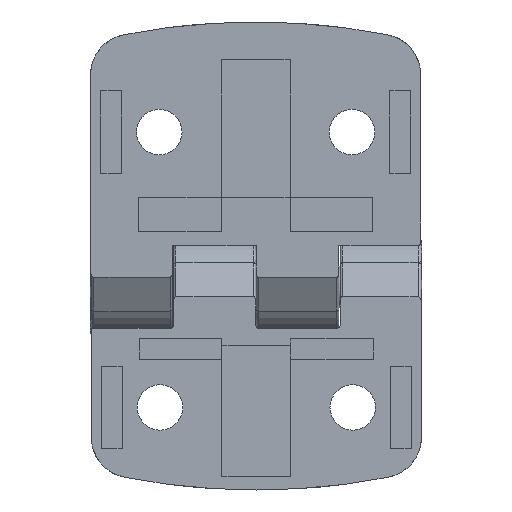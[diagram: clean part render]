
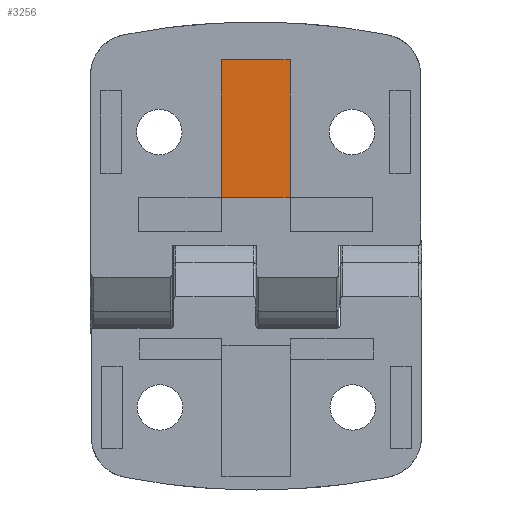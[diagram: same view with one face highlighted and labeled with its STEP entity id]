
A CAD part, front view. The second image highlights one B-rep face of the part: STEP entity #3256.
In plain terms, the highlighted planar face has unit normal (0, -1, 0).
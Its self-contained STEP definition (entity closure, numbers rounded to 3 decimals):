
#318 = LINE ( 'NONE', #8768, #7547 ) ;
#368 = ORIENTED_EDGE ( 'NONE', *, *, #11551, .T. ) ;
#609 = CARTESIAN_POINT ( 'NONE',  ( 5., 1.5, -13.01 ) ) ;
#710 = ORIENTED_EDGE ( 'NONE', *, *, #13500, .T. ) ;
#996 = DIRECTION ( 'NONE',  ( 0., 0., -1. ) ) ;
#1021 = VECTOR ( 'NONE', #4980, 1000. ) ;
#1029 = DIRECTION ( 'NONE',  ( 0., -1., 0. ) ) ;
#1074 = CARTESIAN_POINT ( 'NONE',  ( -5., 1.5, -33. ) ) ;
#1136 = ORIENTED_EDGE ( 'NONE', *, *, #9484, .T. ) ;
#1171 = ORIENTED_EDGE ( 'NONE', *, *, #6788, .T. ) ;
#1212 = PLANE ( 'NONE',  #8712 ) ;
#2690 = VERTEX_POINT ( 'NONE', #6231 ) ;
#3007 = VERTEX_POINT ( 'NONE', #3228 ) ;
#3110 = LINE ( 'NONE', #6725, #9984 ) ;
#3228 = CARTESIAN_POINT ( 'NONE',  ( -5., 1.5, -33. ) ) ;
#3256 = ADVANCED_FACE ( 'NONE', ( #4190 ), #1212, .T. ) ;
#4033 = DIRECTION ( 'NONE',  ( 0., 0., 1. ) ) ;
#4190 = FACE_OUTER_BOUND ( 'NONE', #5956, .T. ) ;
#4877 = CARTESIAN_POINT ( 'NONE',  ( -5., 1.5, -13.01 ) ) ;
#4902 = DIRECTION ( 'NONE',  ( -1., 0., 0. ) ) ;
#4980 = DIRECTION ( 'NONE',  ( 0., 0., -1. ) ) ;
#4987 = LINE ( 'NONE', #4990, #1021 ) ;
#4990 = CARTESIAN_POINT ( 'NONE',  ( -5., 1.5, -13.01 ) ) ;
#5956 = EDGE_LOOP ( 'NONE', ( #1171, #1136, #710, #368 ) ) ;
#6231 = CARTESIAN_POINT ( 'NONE',  ( 5., 1.5, -33. ) ) ;
#6641 = VERTEX_POINT ( 'NONE', #609 ) ;
#6725 = CARTESIAN_POINT ( 'NONE',  ( 5., 1.5, -13.01 ) ) ;
#6788 = EDGE_CURVE ( 'NONE', #2690, #6641, #3110, .T. ) ;
#7287 = VECTOR ( 'NONE', #4902, 1000. ) ;
#7547 = VECTOR ( 'NONE', #8743, 1000. ) ;
#8426 = CARTESIAN_POINT ( 'NONE',  ( -5., 1.5, -13.01 ) ) ;
#8712 = AXIS2_PLACEMENT_3D ( 'NONE', #1074, #1029, #996 ) ;
#8743 = DIRECTION ( 'NONE',  ( 1., 0., 0. ) ) ;
#8768 = CARTESIAN_POINT ( 'NONE',  ( -5., 1.5, -33. ) ) ;
#9484 = EDGE_CURVE ( 'NONE', #6641, #11685, #9630, .T. ) ;
#9630 = LINE ( 'NONE', #4877, #7287 ) ;
#9984 = VECTOR ( 'NONE', #4033, 1000. ) ;
#11551 = EDGE_CURVE ( 'NONE', #3007, #2690, #318, .T. ) ;
#11685 = VERTEX_POINT ( 'NONE', #8426 ) ;
#13500 = EDGE_CURVE ( 'NONE', #11685, #3007, #4987, .T. ) ;
